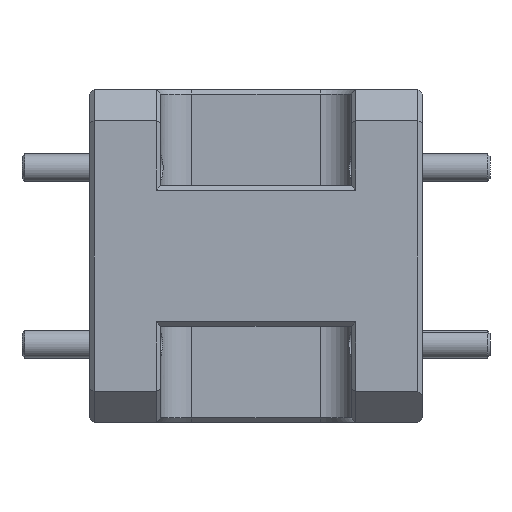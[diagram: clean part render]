
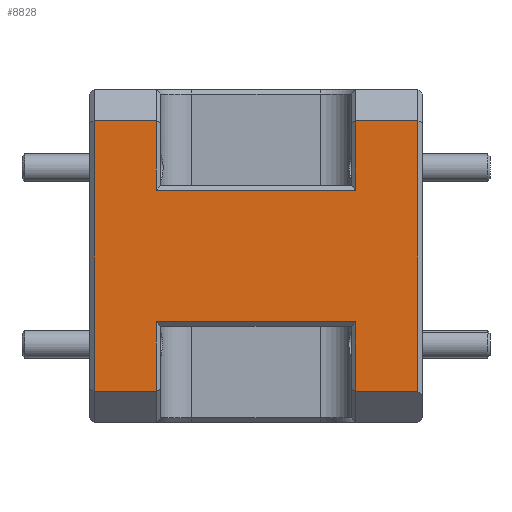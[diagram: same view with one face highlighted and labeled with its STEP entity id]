
A CAD part, left-side view. The second image highlights one B-rep face of the part: STEP entity #8828.
In plain terms, the highlighted planar face has unit normal (-1, 0, 0).
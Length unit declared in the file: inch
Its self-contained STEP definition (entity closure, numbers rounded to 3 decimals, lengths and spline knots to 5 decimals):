
#28 = LINE ( 'NONE', #5806, #11181 ) ;
#177 = ORIENTED_EDGE ( 'NONE', *, *, #9197, .T. ) ;
#595 = DIRECTION ( 'NONE',  ( 1., 0., 0. ) ) ;
#681 = CARTESIAN_POINT ( 'NONE',  ( -2.12343, -0.52054, 0.72329 ) ) ;
#955 = CARTESIAN_POINT ( 'NONE',  ( -2.12343, 0.06946, 1.17679 ) ) ;
#961 = EDGE_CURVE ( 'NONE', #4217, #18682, #28, .T. ) ;
#970 = PLANE ( 'NONE',  #12031 ) ;
#1402 = EDGE_CURVE ( 'NONE', #6369, #8834, #10309, .T. ) ;
#1724 = EDGE_CURVE ( 'NONE', #12144, #3706, #9841, .T. ) ;
#1731 = CARTESIAN_POINT ( 'NONE',  ( -2.12343, -0.38054, 1.02829 ) ) ;
#1818 = CARTESIAN_POINT ( 'NONE',  ( -2.12343, 0.20946, 1.40329 ) ) ;
#1914 = DIRECTION ( 'NONE',  ( 0., 0., -1. ) ) ;
#2386 = ORIENTED_EDGE ( 'NONE', *, *, #961, .T. ) ;
#2681 = DIRECTION ( 'NONE',  ( 0., 0., 1. ) ) ;
#2764 = CARTESIAN_POINT ( 'NONE',  ( -2.12343, 0.21946, 0.72329 ) ) ;
#2797 = ORIENTED_EDGE ( 'NONE', *, *, #4277, .T. ) ;
#2842 = DIRECTION ( 'NONE',  ( 0., 1., 0. ) ) ;
#3046 = DIRECTION ( 'NONE',  ( 0., 0., 1. ) ) ;
#3248 = LINE ( 'NONE', #10410, #11092 ) ;
#3513 = CARTESIAN_POINT ( 'NONE',  ( -2.12343, 0.20946, 0.72329 ) ) ;
#3631 = DIRECTION ( 'NONE',  ( 0., 1., 0. ) ) ;
#3706 = VERTEX_POINT ( 'NONE', #18171 ) ;
#3712 = FACE_OUTER_BOUND ( 'NONE', #15573, .T. ) ;
#4048 = ORIENTED_EDGE ( 'NONE', *, *, #13567, .T. ) ;
#4192 = CARTESIAN_POINT ( 'NONE',  ( -2.12343, 0.20946, 1.33329 ) ) ;
#4217 = VERTEX_POINT ( 'NONE', #18907 ) ;
#4251 = DIRECTION ( 'NONE',  ( 0., 0., 1. ) ) ;
#4274 = DIRECTION ( 'NONE',  ( 0., -1., 0. ) ) ;
#4277 = EDGE_CURVE ( 'NONE', #8834, #9657, #14878, .T. ) ;
#4401 = VECTOR ( 'NONE', #2681, 39.37008 ) ;
#4474 = LINE ( 'NONE', #14752, #8688 ) ;
#4682 = CARTESIAN_POINT ( 'NONE',  ( -2.12343, -0.37054, 1.33329 ) ) ;
#4766 = ORIENTED_EDGE ( 'NONE', *, *, #18042, .T. ) ;
#5042 = ORIENTED_EDGE ( 'NONE', *, *, #7043, .T. ) ;
#5806 = CARTESIAN_POINT ( 'NONE',  ( -2.12343, 0.21946, 1.33329 ) ) ;
#6012 = LINE ( 'NONE', #1731, #17425 ) ;
#6251 = DIRECTION ( 'NONE',  ( 0., -1., 0. ) ) ;
#6369 = VERTEX_POINT ( 'NONE', #681 ) ;
#6495 = CARTESIAN_POINT ( 'NONE',  ( -2.12343, 0.21946, 1.40329 ) ) ;
#6680 = VECTOR ( 'NONE', #2842, 39.37008 ) ;
#6810 = ORIENTED_EDGE ( 'NONE', *, *, #8675, .T. ) ;
#6811 = VECTOR ( 'NONE', #12213, 39.37008 ) ;
#7002 = CARTESIAN_POINT ( 'NONE',  ( -2.12343, -0.52054, 1.40329 ) ) ;
#7043 = EDGE_CURVE ( 'NONE', #18682, #12144, #17899, .T. ) ;
#7297 = LINE ( 'NONE', #16210, #6680 ) ;
#7337 = CARTESIAN_POINT ( 'NONE',  ( -2.12343, -0.38054, 0.87979 ) ) ;
#7821 = EDGE_CURVE ( 'NONE', #16507, #15389, #4474, .T. ) ;
#7864 = VECTOR ( 'NONE', #4251, 39.37008 ) ;
#7961 = CARTESIAN_POINT ( 'NONE',  ( -2.12343, 0.06946, 0.87979 ) ) ;
#8218 = VERTEX_POINT ( 'NONE', #18723 ) ;
#8675 = EDGE_CURVE ( 'NONE', #9657, #8218, #3248, .T. ) ;
#8688 = VECTOR ( 'NONE', #4274, 39.37008 ) ;
#8828 = ADVANCED_FACE ( 'NONE', ( #3712 ), #970, .F. ) ;
#8834 = VERTEX_POINT ( 'NONE', #12318 ) ;
#9197 = EDGE_CURVE ( 'NONE', #16220, #6369, #15014, .T. ) ;
#9657 = VERTEX_POINT ( 'NONE', #16291 ) ;
#9841 = LINE ( 'NONE', #2764, #11804 ) ;
#9906 = VERTEX_POINT ( 'NONE', #955 ) ;
#10183 = DIRECTION ( 'NONE',  ( 0., 1., 0. ) ) ;
#10309 = LINE ( 'NONE', #7002, #18590 ) ;
#10364 = CARTESIAN_POINT ( 'NONE',  ( -2.12343, 0.21946, 0.72329 ) ) ;
#10410 = CARTESIAN_POINT ( 'NONE',  ( -2.12343, -0.38054, 1.40329 ) ) ;
#11092 = VECTOR ( 'NONE', #1914, 39.37008 ) ;
#11181 = VECTOR ( 'NONE', #10183, 39.37008 ) ;
#11519 = LINE ( 'NONE', #17590, #7864 ) ;
#11804 = VECTOR ( 'NONE', #17184, 39.37008 ) ;
#11844 = DIRECTION ( 'NONE',  ( 0., 0., -1. ) ) ;
#11886 = ORIENTED_EDGE ( 'NONE', *, *, #17997, .T. ) ;
#12031 = AXIS2_PLACEMENT_3D ( 'NONE', #6495, #595, #3631 ) ;
#12144 = VERTEX_POINT ( 'NONE', #3513 ) ;
#12213 = DIRECTION ( 'NONE',  ( 0., 0., -1. ) ) ;
#12318 = CARTESIAN_POINT ( 'NONE',  ( -2.12343, -0.52054, 1.33329 ) ) ;
#12919 = CARTESIAN_POINT ( 'NONE',  ( -2.12343, 0.06946, 1.40329 ) ) ;
#13483 = EDGE_CURVE ( 'NONE', #3706, #16507, #11519, .T. ) ;
#13567 = EDGE_CURVE ( 'NONE', #9906, #4217, #18602, .T. ) ;
#13848 = CARTESIAN_POINT ( 'NONE',  ( -2.12343, -0.38054, 0.72329 ) ) ;
#13862 = ORIENTED_EDGE ( 'NONE', *, *, #1402, .T. ) ;
#14752 = CARTESIAN_POINT ( 'NONE',  ( -2.12343, 0.21946, 0.87979 ) ) ;
#14878 = LINE ( 'NONE', #4682, #17603 ) ;
#15014 = LINE ( 'NONE', #10364, #16459 ) ;
#15058 = DIRECTION ( 'NONE',  ( 0., 1., 0. ) ) ;
#15202 = ORIENTED_EDGE ( 'NONE', *, *, #13483, .T. ) ;
#15299 = ORIENTED_EDGE ( 'NONE', *, *, #1724, .T. ) ;
#15389 = VERTEX_POINT ( 'NONE', #7337 ) ;
#15573 = EDGE_LOOP ( 'NONE', ( #2386, #5042, #15299, #15202, #18834, #4766, #177, #13862, #2797, #6810, #11886, #4048 ) ) ;
#16210 = CARTESIAN_POINT ( 'NONE',  ( -2.12343, 0.21946, 1.17679 ) ) ;
#16220 = VERTEX_POINT ( 'NONE', #13848 ) ;
#16291 = CARTESIAN_POINT ( 'NONE',  ( -2.12343, -0.38054, 1.33329 ) ) ;
#16459 = VECTOR ( 'NONE', #6251, 39.37008 ) ;
#16507 = VERTEX_POINT ( 'NONE', #7961 ) ;
#17184 = DIRECTION ( 'NONE',  ( 0., -1., 0. ) ) ;
#17425 = VECTOR ( 'NONE', #11844, 39.37008 ) ;
#17590 = CARTESIAN_POINT ( 'NONE',  ( -2.12343, 0.06946, 1.02829 ) ) ;
#17603 = VECTOR ( 'NONE', #15058, 39.37008 ) ;
#17899 = LINE ( 'NONE', #1818, #6811 ) ;
#17997 = EDGE_CURVE ( 'NONE', #8218, #9906, #7297, .T. ) ;
#18042 = EDGE_CURVE ( 'NONE', #15389, #16220, #6012, .T. ) ;
#18171 = CARTESIAN_POINT ( 'NONE',  ( -2.12343, 0.06946, 0.72329 ) ) ;
#18590 = VECTOR ( 'NONE', #3046, 39.37008 ) ;
#18602 = LINE ( 'NONE', #12919, #4401 ) ;
#18682 = VERTEX_POINT ( 'NONE', #4192 ) ;
#18723 = CARTESIAN_POINT ( 'NONE',  ( -2.12343, -0.38054, 1.17679 ) ) ;
#18834 = ORIENTED_EDGE ( 'NONE', *, *, #7821, .T. ) ;
#18907 = CARTESIAN_POINT ( 'NONE',  ( -2.12343, 0.06946, 1.33329 ) ) ;
